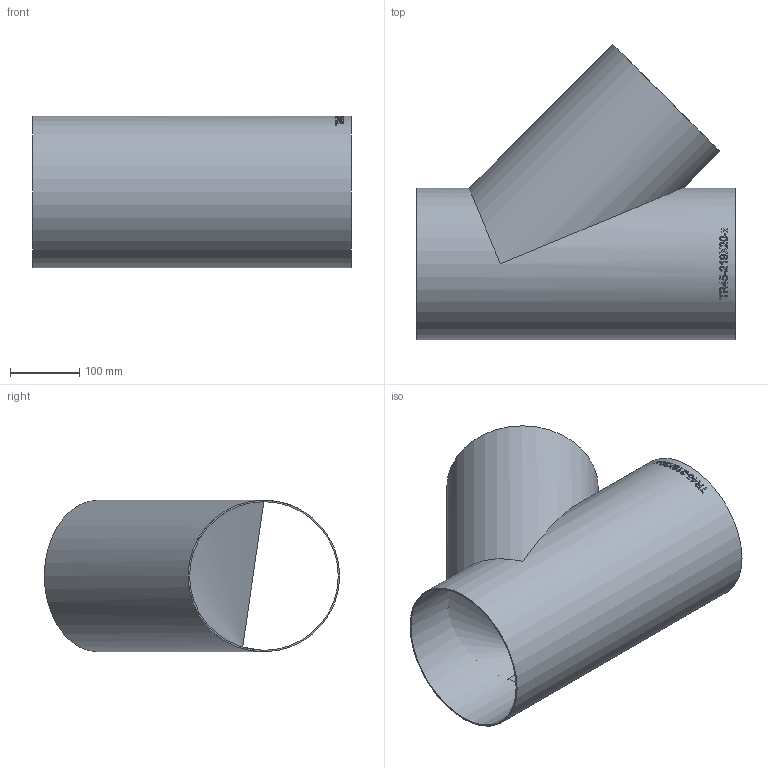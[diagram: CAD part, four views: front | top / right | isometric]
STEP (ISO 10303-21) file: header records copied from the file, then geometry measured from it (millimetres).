
FILE_DESCRIPTION (( 'STEP AP214' ), '1' );
FILE_NAME ('TR45-219X20-x T-Stück 45°geschweisst Ø219,1 L460 1911.STEP', '2019-11-14T08:09:24', ( '' ), ( '' ), 'SwSTEP 2.0', 'SolidWorks 2016', '' );
FILE_SCHEMA (( 'AUTOMOTIVE_DESIGN' ));
Length unit declared in the file: millimetre
Products named in the file (1): TR45-219X20-x T-Stück 45°geschweisst Ø219,1 L460  1911
Bounding box: 460 x 427.06 x 219.1 mm (x, y, z)
Volume: 825242.5 mm3; surface area: 828053.8 mm2
Topology: 1 solids, 1 shells, 177 faces, 480 edges, 320 vertices
Faces by surface type: bspline 94, plane 62, cylinder 21
Full cylindrical faces by diameter (mm): 215.1 x2, 219.1 x2
Entity records: 24668 total; most frequent: CARTESIAN_POINT 19196, ORIENTED_EDGE 938, EDGE_CURVE 469, DIRECTION 411, VERTEX_POINT 316, B_SPLINE_CURVE_WITH_KNOTS 300, EDGE_LOOP 203, FACE_OUTER_BOUND 181
